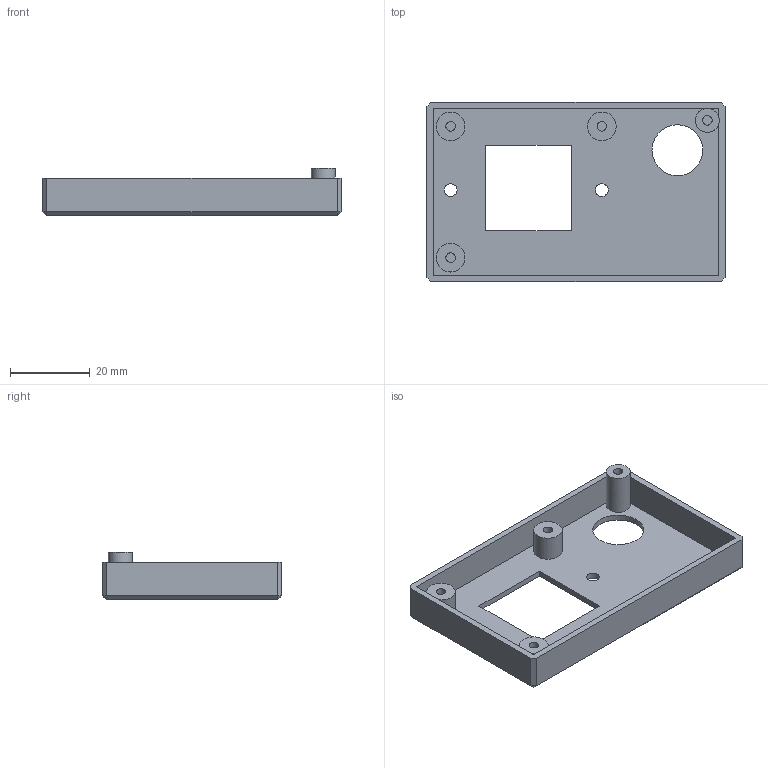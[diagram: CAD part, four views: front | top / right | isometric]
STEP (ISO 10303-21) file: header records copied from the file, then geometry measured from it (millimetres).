
FILE_DESCRIPTION(('FreeCAD Model'),'2;1');
FILE_NAME('Open CASCADE Shape Model','2021-12-29T19:33:15',('Author'),( ''),'Open CASCADE STEP processor 7.5','FreeCAD','Unknown');
FILE_SCHEMA(('AUTOMOTIVE_DESIGN { 1 0 10303 214 1 1 1 1 }'));
Length unit declared in the file: millimetre
Products named in the file (1): bottom.case
Bounding box: 75 x 45 x 12 mm (x, y, z)
Volume: 7959.2 mm3; surface area: 10502.5 mm2
Topology: 1 solids, 1 shells, 49 faces, 105 edges, 66 vertices
Faces by surface type: plane 38, cylinder 11
Full cylindrical faces by diameter (mm): 2.4 x4, 3.2 x2, 6 x1, 7.2 x3, 12.8 x1
Entity records: 2684 total; most frequent: CARTESIAN_POINT 459, DIRECTION 413, LINE 235, VECTOR 235, ORIENTED_EDGE 210, PCURVE 210, DEFINITIONAL_REPRESENTATION 210, EDGE_CURVE 105
